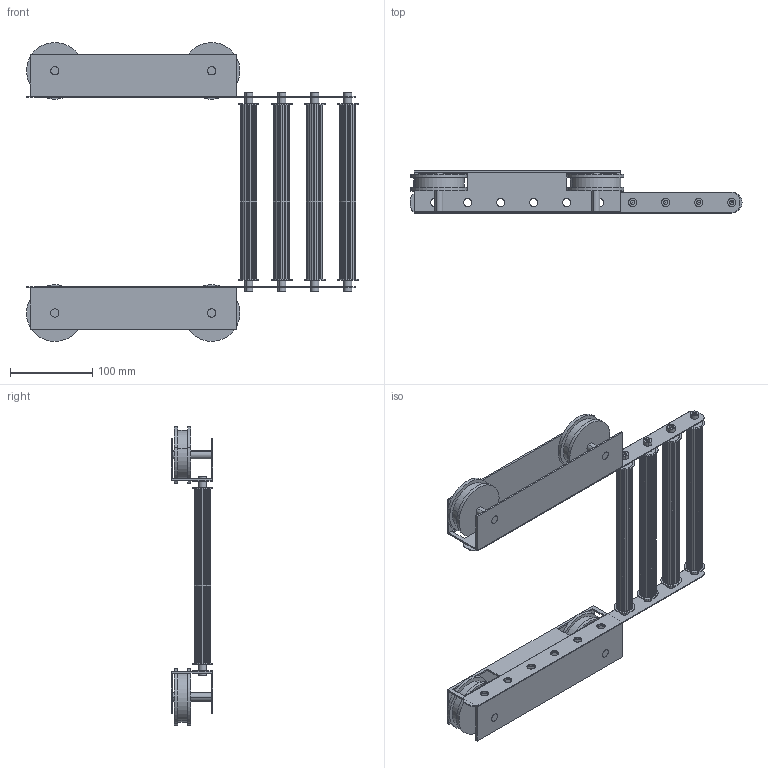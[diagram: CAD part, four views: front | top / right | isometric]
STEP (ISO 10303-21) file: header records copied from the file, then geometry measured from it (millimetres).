
FILE_DESCRIPTION (( 'STEP AP214' ), '1' );
FILE_NAME ('convyer_Assmb.STEP', '2023-01-31T13:57:47', ( '' ), ( '' ), 'SwSTEP 2.0', 'SolidWorks 2022', '' );
FILE_SCHEMA (( 'AUTOMOTIVE_DESIGN' ));
Length unit declared in the file: millimetre
Products named in the file (6): wheel 5cm; Part2; convyer_Assmb; conveyer_side; Part1; Roller
Assembly tree (16 placements, depth 2):
  convyer_Assmb
    conveyer_side  x2
    Roller  x4
    Part1  x2
    wheel 5cm  x4
    Part2  x4
Bounding box: 402.5 x 50.8 x 362.23 mm (x, y, z)
Volume: 689283.5 mm3; surface area: 315062.4 mm2
Topology: 16 solids, 16 shells, 520 faces, 1368 edges, 912 vertices
Faces by surface type: cylinder 392, plane 128
Entity records: 5697 total; most frequent: DIRECTION 1044, CARTESIAN_POINT 913, ORIENTED_EDGE 876, EDGE_CURVE 438, AXIS2_PLACEMENT_3D 423, VERTEX_POINT 292, CIRCLE 240, EDGE_LOOP 218
